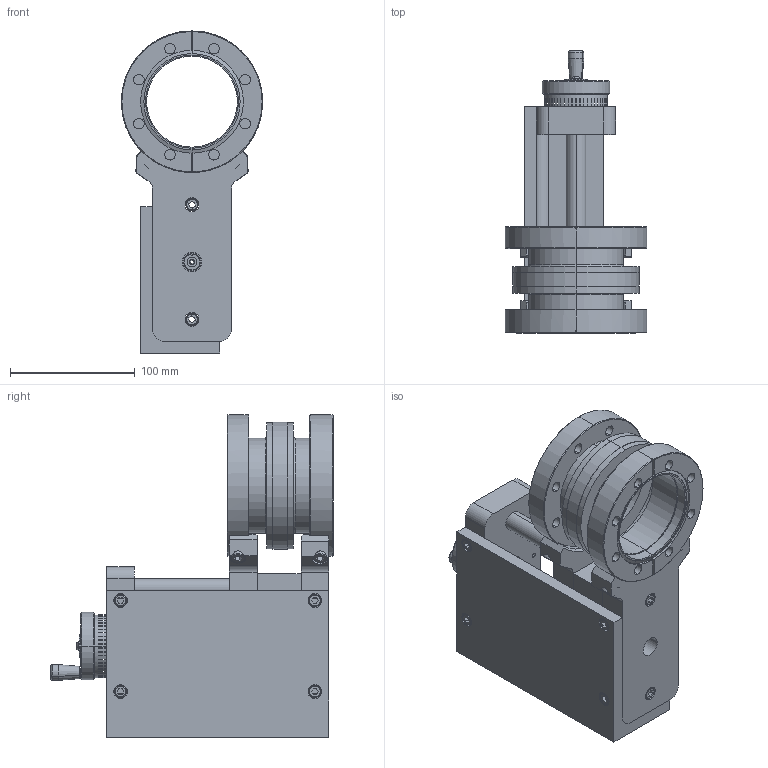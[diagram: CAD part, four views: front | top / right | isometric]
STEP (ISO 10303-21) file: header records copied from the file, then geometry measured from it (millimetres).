
FILE_DESCRIPTION (( 'STEP AP214' ), '1' );
FILE_NAME ('BLT45S-03, BOTH THRUb,10018818.STEP', '2020-08-05T15:25:53', ( 'gstephens' ), ( 'Microsoft' ), 'SwSTEP 2.0', 'SolidWorks 2018', '' );
FILE_SCHEMA (( 'AUTOMOTIVE_DESIGN' ));
Length unit declared in the file: inch
Products named in the file (1): BLT45S-03, BOTH THRUb,10018818
Bounding box: 113.54 x 226.43 x 258.38 mm (x, y, z)
Surface area: 288538.6 mm2 (no closed solid volume)
Topology: 0 solids, 44 shells, 480 faces, 1597 edges, 1158 vertices
Faces by surface type: plane 221, cylinder 193, cone 58, torus 8
Entity records: 24217 total; most frequent: CARTESIAN_POINT 3558, DIRECTION 3201, ORIENTED_EDGE 2562, EDGE_CURVE 1597, VERTEX_POINT 1158, AXIS2_PLACEMENT_3D 1153, VECTOR 895, LINE 895
